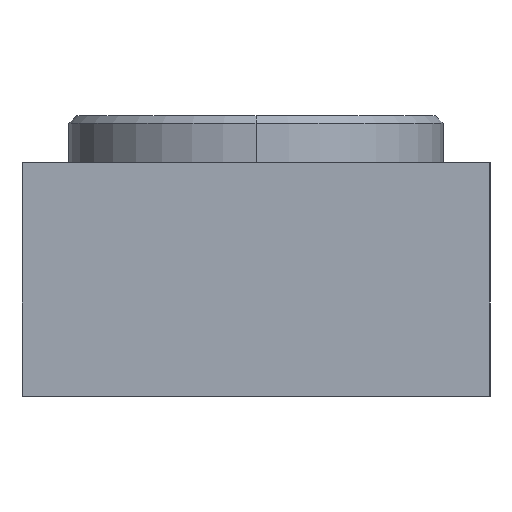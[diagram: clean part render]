
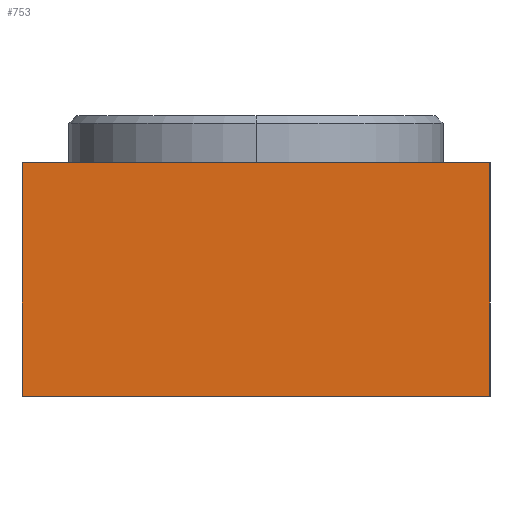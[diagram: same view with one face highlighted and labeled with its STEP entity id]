
A CAD part, left-side view. The second image highlights one B-rep face of the part: STEP entity #753.
In plain terms, the highlighted planar face has unit normal (-1, 0, 0).
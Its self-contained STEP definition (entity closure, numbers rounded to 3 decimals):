
#39 = EDGE_CURVE ( 'NONE', #565, #538, #316, .T. ) ;
#72 = EDGE_CURVE ( 'NONE', #538, #709, #341, .T. ) ;
#93 = EDGE_CURVE ( 'NONE', #722, #709, #367, .T. ) ;
#106 = EDGE_CURVE ( 'NONE', #565, #722, #373, .T. ) ;
#124 = ORIENTED_EDGE ( 'NONE', *, *, #106, .F. ) ;
#130 = ORIENTED_EDGE ( 'NONE', *, *, #93, .F. ) ;
#155 = ORIENTED_EDGE ( 'NONE', *, *, #39, .T. ) ;
#165 = ORIENTED_EDGE ( 'NONE', *, *, #72, .T. ) ;
#261 = EDGE_LOOP ( 'NONE', ( #165, #130, #124, #155 ) ) ;
#316 = LINE ( 'NONE', #609, #318 ) ;
#318 = VECTOR ( 'NONE', #533, 1000. ) ;
#341 = LINE ( 'NONE', #522, #345 ) ;
#345 = VECTOR ( 'NONE', #669, 1000. ) ;
#364 = VECTOR ( 'NONE', #513, 1000. ) ;
#367 = LINE ( 'NONE', #608, #364 ) ;
#373 = LINE ( 'NONE', #700, #383 ) ;
#383 = VECTOR ( 'NONE', #680, 1000. ) ;
#449 = FACE_OUTER_BOUND ( 'NONE', #261, .T. ) ;
#513 = DIRECTION ( 'NONE',  ( 0., 0., -1. ) ) ;
#522 = CARTESIAN_POINT ( 'NONE',  ( -23., -15., 0. ) ) ;
#533 = DIRECTION ( 'NONE',  ( 0., 0., -1. ) ) ;
#538 = VERTEX_POINT ( 'NONE', #829 ) ;
#565 = VERTEX_POINT ( 'NONE', #814 ) ;
#608 = CARTESIAN_POINT ( 'NONE',  ( -23., -15., 15. ) ) ;
#609 = CARTESIAN_POINT ( 'NONE',  ( -23., 15., 15. ) ) ;
#669 = DIRECTION ( 'NONE',  ( 0., -1., 0. ) ) ;
#680 = DIRECTION ( 'NONE',  ( 0., -1., 0. ) ) ;
#700 = CARTESIAN_POINT ( 'NONE',  ( -23., -15., 15. ) ) ;
#709 = VERTEX_POINT ( 'NONE', #775 ) ;
#722 = VERTEX_POINT ( 'NONE', #843 ) ;
#753 = ADVANCED_FACE ( 'NONE', ( #449 ), #838, .F. ) ;
#768 = DIRECTION ( 'NONE',  ( 0., 0., -1. ) ) ;
#775 = CARTESIAN_POINT ( 'NONE',  ( -23., -15., 0. ) ) ;
#814 = CARTESIAN_POINT ( 'NONE',  ( -23., 15., 15. ) ) ;
#829 = CARTESIAN_POINT ( 'NONE',  ( -23., 15., 0. ) ) ;
#838 = PLANE ( 'NONE',  #1005 ) ;
#843 = CARTESIAN_POINT ( 'NONE',  ( -23., -15., 15. ) ) ;
#878 = CARTESIAN_POINT ( 'NONE',  ( -23., -15., 15. ) ) ;
#944 = DIRECTION ( 'NONE',  ( 1., 0., 0. ) ) ;
#1005 = AXIS2_PLACEMENT_3D ( 'NONE', #878, #944, #768 ) ;
